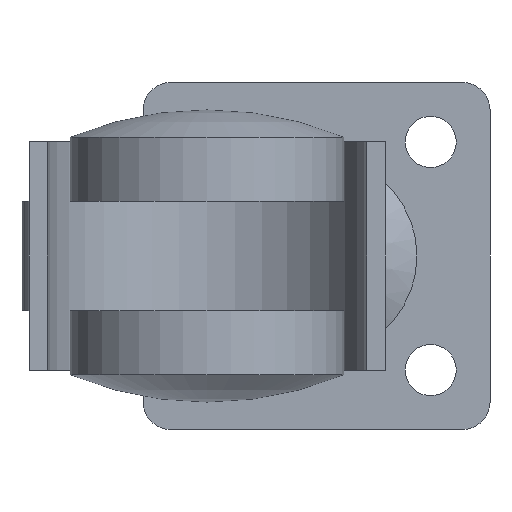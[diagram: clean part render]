
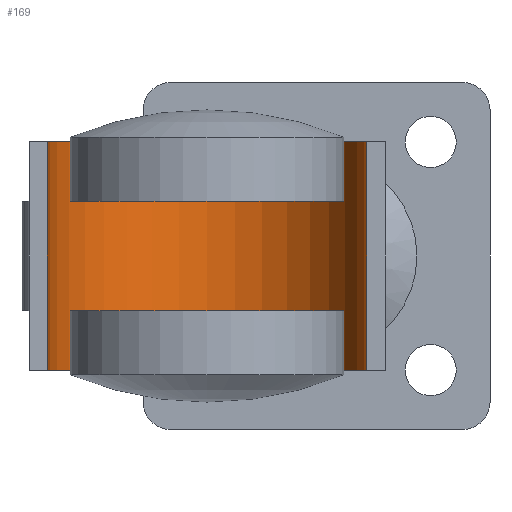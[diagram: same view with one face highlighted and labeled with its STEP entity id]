
A CAD part, front view. The second image highlights one B-rep face of the part: STEP entity #169.
In plain terms, the highlighted cylindrical face has radius 17.5 mm (diameter 35 mm), a partial arc.
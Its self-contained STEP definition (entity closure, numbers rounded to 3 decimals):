
#3 = CARTESIAN_POINT ( 'NONE',  ( -17.5, 0., -12.5 ) ) ;
#169 = ADVANCED_FACE ( 'NONE', ( #1078 ), #1527, .F. ) ;
#433 = CARTESIAN_POINT ( 'NONE',  ( 0., 0., 12.5 ) ) ;
#534 = EDGE_CURVE ( 'NONE', #2252, #2693, #554, .T. ) ;
#554 = CIRCLE ( 'NONE', #2651, 17.5 ) ;
#656 = CARTESIAN_POINT ( 'NONE',  ( 0., 0., -12.5 ) ) ;
#766 = EDGE_LOOP ( 'NONE', ( #2515, #2226, #1619, #2199 ) ) ;
#800 = CIRCLE ( 'NONE', #1136, 17.5 ) ;
#955 = CARTESIAN_POINT ( 'NONE',  ( -17.5, 0., 12.5 ) ) ;
#1066 = DIRECTION ( 'NONE',  ( -1., 0., 0. ) ) ;
#1078 = FACE_OUTER_BOUND ( 'NONE', #766, .T. ) ;
#1126 = CARTESIAN_POINT ( 'NONE',  ( 17.5, 0., 12.5 ) ) ;
#1127 = LINE ( 'NONE', #1525, #1476 ) ;
#1136 = AXIS2_PLACEMENT_3D ( 'NONE', #1474, #2119, #1066 ) ;
#1178 = VERTEX_POINT ( 'NONE', #1839 ) ;
#1246 = EDGE_CURVE ( 'NONE', #2609, #1178, #800, .T. ) ;
#1270 = DIRECTION ( 'NONE',  ( -1., 0., 0. ) ) ;
#1321 = DIRECTION ( 'NONE',  ( 0., 0., -1. ) ) ;
#1371 = LINE ( 'NONE', #1126, #1468 ) ;
#1468 = VECTOR ( 'NONE', #1968, 1000. ) ;
#1474 = CARTESIAN_POINT ( 'NONE',  ( 0., 0., 12.5 ) ) ;
#1476 = VECTOR ( 'NONE', #2147, 1000. ) ;
#1525 = CARTESIAN_POINT ( 'NONE',  ( -17.5, 0., 12.5 ) ) ;
#1527 = CYLINDRICAL_SURFACE ( 'NONE', #1777, 17.5 ) ;
#1619 = ORIENTED_EDGE ( 'NONE', *, *, #1246, .F. ) ;
#1777 = AXIS2_PLACEMENT_3D ( 'NONE', #433, #1321, #1270 ) ;
#1839 = CARTESIAN_POINT ( 'NONE',  ( 17.5, 0., 12.5 ) ) ;
#1894 = DIRECTION ( 'NONE',  ( 0., 0., -1. ) ) ;
#1930 = DIRECTION ( 'NONE',  ( -1., 0., 0. ) ) ;
#1968 = DIRECTION ( 'NONE',  ( 0., 0., -1. ) ) ;
#2088 = EDGE_CURVE ( 'NONE', #1178, #2693, #1371, .T. ) ;
#2119 = DIRECTION ( 'NONE',  ( 0., 0., -1. ) ) ;
#2141 = CARTESIAN_POINT ( 'NONE',  ( 17.5, 0., -12.5 ) ) ;
#2147 = DIRECTION ( 'NONE',  ( 0., 0., -1. ) ) ;
#2199 = ORIENTED_EDGE ( 'NONE', *, *, #2452, .T. ) ;
#2226 = ORIENTED_EDGE ( 'NONE', *, *, #2088, .F. ) ;
#2252 = VERTEX_POINT ( 'NONE', #3 ) ;
#2452 = EDGE_CURVE ( 'NONE', #2609, #2252, #1127, .T. ) ;
#2515 = ORIENTED_EDGE ( 'NONE', *, *, #534, .T. ) ;
#2609 = VERTEX_POINT ( 'NONE', #955 ) ;
#2651 = AXIS2_PLACEMENT_3D ( 'NONE', #656, #1894, #1930 ) ;
#2693 = VERTEX_POINT ( 'NONE', #2141 ) ;
